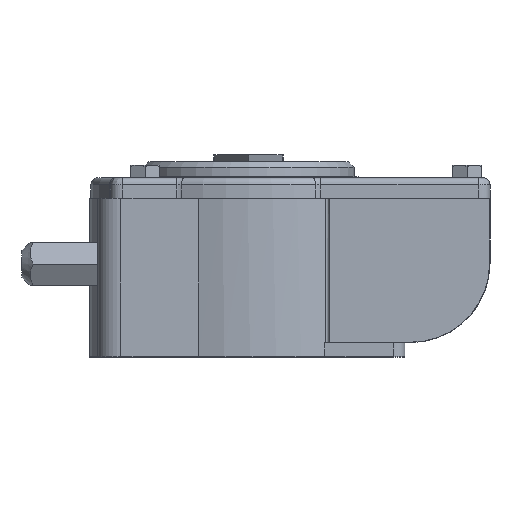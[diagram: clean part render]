
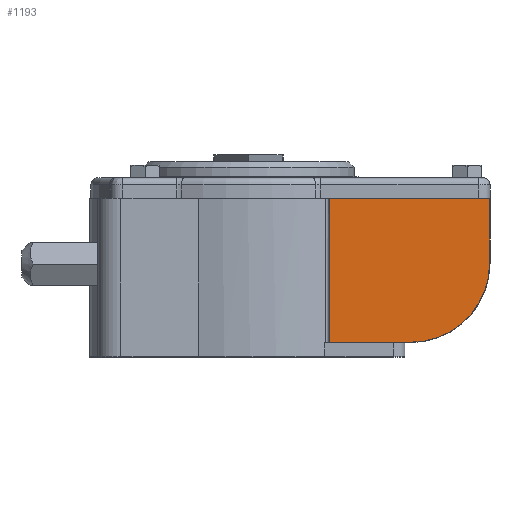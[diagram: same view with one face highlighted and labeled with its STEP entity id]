
A CAD part, left-side view. The second image highlights one B-rep face of the part: STEP entity #1193.
In plain terms, the highlighted planar face has unit normal (-1, 0, 0).
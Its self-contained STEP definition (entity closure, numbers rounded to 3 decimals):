
#1193 = ADVANCED_FACE( '', ( #3454 ), #3455, .T. );
#3454 = FACE_OUTER_BOUND( '', #6988, .T. );
#3455 = PLANE( '', #6989 );
#6988 = EDGE_LOOP( '', ( #14461, #14462, #14463, #14464, #14465 ) );
#6989 = AXIS2_PLACEMENT_3D( '', #14466, #14467, #14468 );
#14461 = ORIENTED_EDGE( '', *, *, #24573, .F. );
#14462 = ORIENTED_EDGE( '', *, *, #24574, .F. );
#14463 = ORIENTED_EDGE( '', *, *, #24575, .F. );
#14464 = ORIENTED_EDGE( '', *, *, #24406, .T. );
#14465 = ORIENTED_EDGE( '', *, *, #24576, .F. );
#14466 = CARTESIAN_POINT( '', ( -65., -111.334, 5.413 ) );
#14467 = DIRECTION( '', ( -1., 0., 0. ) );
#14468 = DIRECTION( '', ( 0., 0., 1. ) );
#24406 = EDGE_CURVE( '', #28359, #28357, #28360, .T. );
#24573 = EDGE_CURVE( '', #28653, #28654, #28655, .F. );
#24574 = EDGE_CURVE( '', #28656, #28653, #28657, .F. );
#24575 = EDGE_CURVE( '', #28359, #28656, #28658, .T. );
#24576 = EDGE_CURVE( '', #28654, #28357, #28659, .F. );
#28357 = VERTEX_POINT( '', #34197 );
#28359 = VERTEX_POINT( '', #34199 );
#28360 = LINE( '', #34200, #34201 );
#28653 = VERTEX_POINT( '', #34736 );
#28654 = VERTEX_POINT( '', #34737 );
#28655 = LINE( '', #34738, #34739 );
#28656 = VERTEX_POINT( '', #34740 );
#28657 = CIRCLE( '', #34741, 34.328 );
#28658 = LINE( '', #34742, #34743 );
#28659 = LINE( '', #34744, #34745 );
#34197 = CARTESIAN_POINT( '', ( -65., -35.172, 71.679 ) );
#34199 = CARTESIAN_POINT( '', ( -65., -104.828, 71.679 ) );
#34200 = CARTESIAN_POINT( '', ( -65., -111.334, 71.679 ) );
#34201 = VECTOR( '', #46368, 1000. );
#34736 = CARTESIAN_POINT( '', ( -65., -70.5, 9.172 ) );
#34737 = CARTESIAN_POINT( '', ( -65., -35.172, 9.172 ) );
#34738 = CARTESIAN_POINT( '', ( -65., -35., 9.172 ) );
#34739 = VECTOR( '', #46596, 1000. );
#34740 = CARTESIAN_POINT( '', ( -65., -104.828, 43.5 ) );
#34741 = AXIS2_PLACEMENT_3D( '', #46597, #46598, #46599 );
#34742 = CARTESIAN_POINT( '', ( -65., -104.828, 75. ) );
#34743 = VECTOR( '', #46600, 1000. );
#34744 = CARTESIAN_POINT( '', ( -65., -35.172, 75. ) );
#34745 = VECTOR( '', #46601, 1000. );
#46368 = DIRECTION( '', ( 0., 1., 0. ) );
#46596 = DIRECTION( '', ( 0., -1., 0. ) );
#46597 = CARTESIAN_POINT( '', ( -65., -70.5, 43.5 ) );
#46598 = DIRECTION( '', ( -1., 0., 0. ) );
#46599 = DIRECTION( '', ( 0., 0., 1. ) );
#46600 = DIRECTION( '', ( 0., 0., -1. ) );
#46601 = DIRECTION( '', ( 0., 0., -1. ) );
